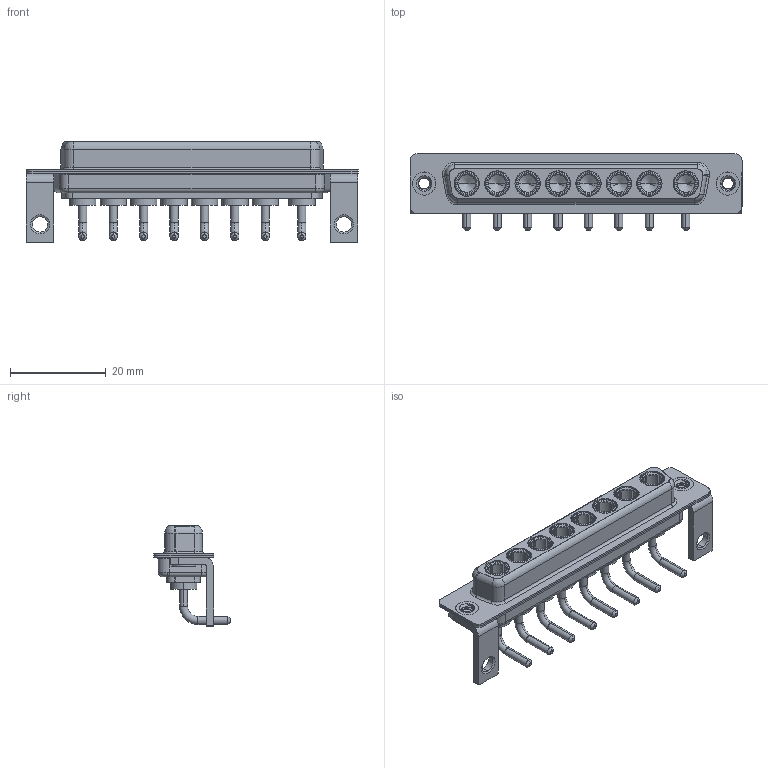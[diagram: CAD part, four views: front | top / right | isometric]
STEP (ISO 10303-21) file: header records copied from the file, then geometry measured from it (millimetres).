
FILE_DESCRIPTION (( 'STEP AP203' ), '1' );
FILE_NAME ('630-8W8-640-1N4.STEP', '2022-06-03T06:04:43', ( '' ), ( '' ), 'SwSTEP 2.0', 'SolidWorks 2020', '' );
FILE_SCHEMA (( 'CONFIG_CONTROL_DESIGN' ));
Length unit declared in the file: millimetre
Products named in the file (7): 630Combo Shell Front_37 Contacts; 630Combo Shell Rear_37 Contacts; 630Combo Housing_8W8; 630Combo Stabilizer Bracket; 630Combo Threaded Rivet_3; Power Socket_10A RA; 630-8W8-640-1N4
Assembly tree (15 placements, depth 2):
  630-8W8-640-1N4
    630Combo Housing_8W8
    630Combo Shell Front_37 Contacts
    630Combo Shell Rear_37 Contacts
    630Combo Threaded Rivet_3  x2
    630Combo Stabilizer Bracket  x2
    Power Socket_10A RA  x8
Bounding box: 69.4 x 16 x 21 mm (x, y, z)
Volume: 5482.9 mm3; surface area: 12574.1 mm2
Topology: 23 solids, 23 shells, 943 faces, 2439 edges, 1561 vertices
Faces by surface type: cylinder 355, plane 319, cone 150, torus 105, bspline 14
Entity records: 14017 total; most frequent: CARTESIAN_POINT 3752, DIRECTION 2071, ORIENTED_EDGE 1886, EDGE_CURVE 943, AXIS2_PLACEMENT_3D 842, VERTEX_POINT 599, CIRCLE 449, EDGE_LOOP 434
